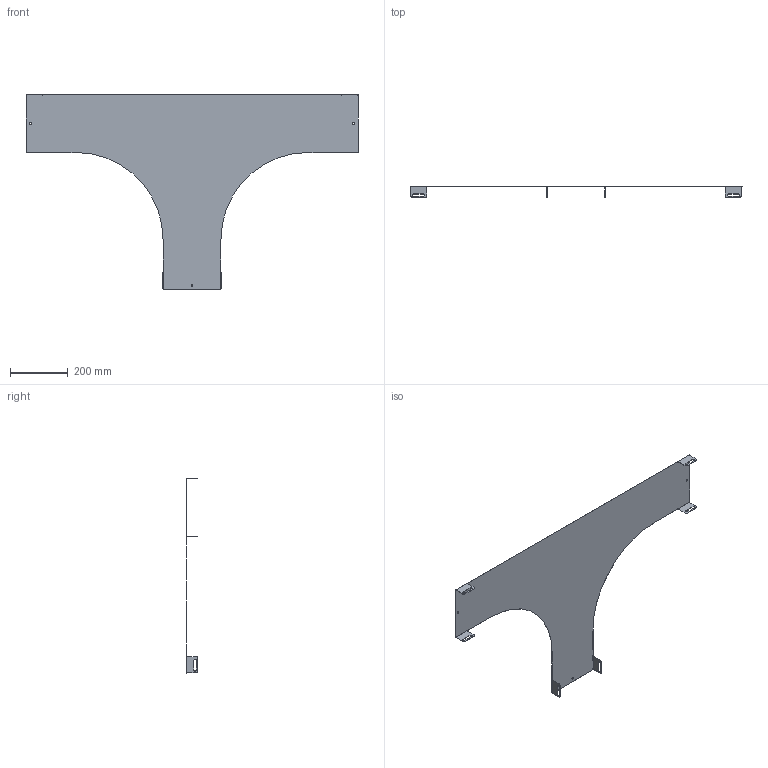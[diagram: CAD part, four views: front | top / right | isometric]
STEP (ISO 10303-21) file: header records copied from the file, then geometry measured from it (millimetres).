
FILE_DESCRIPTION (( 'STEP AP203' ), '1' );
FILE_NAME ('Êðûøêà íà Ò-îòâåòâèòåëü R300_LK0203.STEP', '2012-12-19T10:48:18', ( 'Àñååâ' ), ( '' ), 'SwSTEP 2.0', 'SolidWorks 2012', '' );
FILE_SCHEMA (( 'CONFIG_CONTROL_DESIGN' ));
Length unit declared in the file: millimetre
Products named in the file (1): Êðûøêà íà Ò-îòâåòâèòåëü R300_LK0203
Bounding box: 1146 x 40.6 x 673.6 mm (x, y, z)
Volume: 224084.2 mm3; surface area: 749646 mm2
Topology: 1 solids, 1 shells, 129 faces, 345 edges, 218 vertices
Faces by surface type: cylinder 59, plane 58, bspline 12
Full cylindrical faces by diameter (mm): 6.4 x3
Entity records: 4227 total; most frequent: CARTESIAN_POINT 882, ORIENTED_EDGE 684, DIRECTION 672, EDGE_CURVE 342, LINE 224, VECTOR 224, AXIS2_PLACEMENT_3D 224, VERTEX_POINT 218
